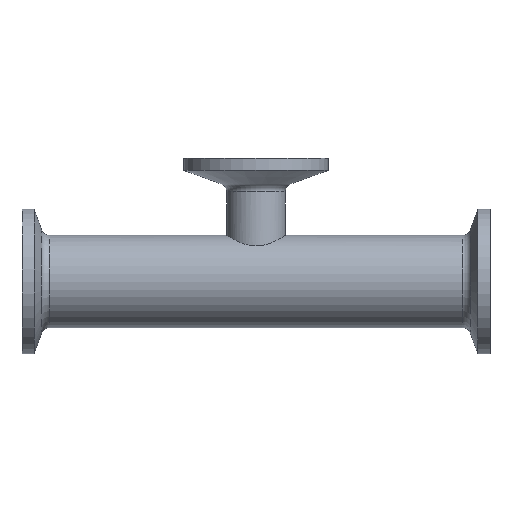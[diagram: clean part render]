
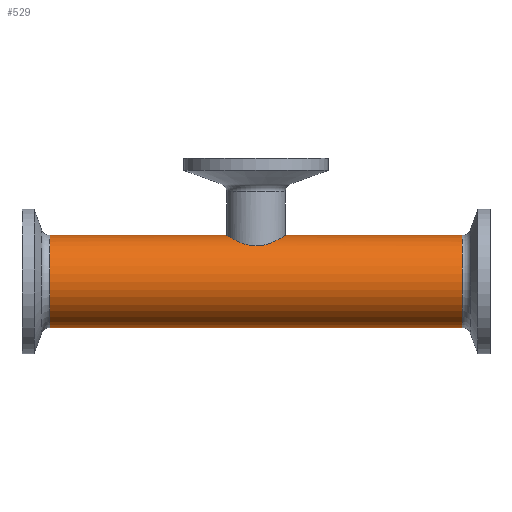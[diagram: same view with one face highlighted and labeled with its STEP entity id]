
A CAD part, front view. The second image highlights one B-rep face of the part: STEP entity #529.
In plain terms, the highlighted cylindrical face has radius 10.85 mm (diameter 21.7 mm), a full revolution.
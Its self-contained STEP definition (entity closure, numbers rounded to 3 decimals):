
#17=FACE_BOUND('',#131,.T.);
#29=B_SPLINE_CURVE_WITH_KNOTS('',3,(#884,#885,#886,#887,#888,#889,#890,
#891,#892,#893),.UNSPECIFIED.,.F.,.F.,(4,2,2,2,4),(0.,0.271,
0.541,0.81,1.078),.UNSPECIFIED.);
#30=B_SPLINE_CURVE_WITH_KNOTS('',3,(#894,#895,#896,#897,#898,#899,#900,
#901,#902,#903,#904,#905,#906,#907,#908,#909,#910,#911,#912,#913,#914,#915,
#916,#917,#918,#919),.UNSPECIFIED.,.F.,.F.,(4,2,2,2,2,2,2,2,2,2,2,2,4),
(1.078,1.346,1.614,1.885,2.156,
2.426,2.697,2.965,3.233,3.502,
3.77,4.041,4.311),.UNSPECIFIED.);
#35=CYLINDRICAL_SURFACE('',#608,10.85);
#46=LINE('',#974,#62);
#62=VECTOR('',#751,10.85);
#94=FACE_OUTER_BOUND('',#130,.T.);
#130=EDGE_LOOP('',(#406,#407,#408,#409,#410,#411));
#131=EDGE_LOOP('',(#412,#413));
#176=CIRCLE('',#601,10.85);
#180=CIRCLE('',#605,10.85);
#182=CIRCLE('',#609,10.85);
#183=CIRCLE('',#610,10.85);
#220=VERTEX_POINT('',#881);
#221=VERTEX_POINT('',#883);
#233=VERTEX_POINT('',#957);
#234=VERTEX_POINT('',#958);
#238=VERTEX_POINT('',#971);
#239=VERTEX_POINT('',#972);
#274=EDGE_CURVE('',#221,#220,#29,.T.);
#275=EDGE_CURVE('',#220,#221,#30,.T.);
#293=EDGE_CURVE('',#233,#234,#176,.T.);
#297=EDGE_CURVE('',#234,#233,#180,.T.);
#300=EDGE_CURVE('',#238,#239,#182,.T.);
#301=EDGE_CURVE('',#238,#233,#46,.T.);
#302=EDGE_CURVE('',#239,#238,#183,.T.);
#406=ORIENTED_EDGE('',*,*,#300,.F.);
#407=ORIENTED_EDGE('',*,*,#301,.T.);
#408=ORIENTED_EDGE('',*,*,#297,.F.);
#409=ORIENTED_EDGE('',*,*,#293,.F.);
#410=ORIENTED_EDGE('',*,*,#301,.F.);
#411=ORIENTED_EDGE('',*,*,#302,.F.);
#412=ORIENTED_EDGE('',*,*,#274,.T.);
#413=ORIENTED_EDGE('',*,*,#275,.T.);
#529=ADVANCED_FACE('',(#94,#17),#35,.T.);
#601=AXIS2_PLACEMENT_3D('',#959,#732,#733);
#605=AXIS2_PLACEMENT_3D('',#965,#740,#741);
#608=AXIS2_PLACEMENT_3D('',#970,#747,#748);
#609=AXIS2_PLACEMENT_3D('',#973,#749,#750);
#610=AXIS2_PLACEMENT_3D('',#975,#752,#753);
#732=DIRECTION('center_axis',(-1.,0.,0.));
#733=DIRECTION('ref_axis',(0.,1.,0.));
#740=DIRECTION('center_axis',(-1.,0.,0.));
#741=DIRECTION('ref_axis',(0.,1.,0.));
#747=DIRECTION('center_axis',(1.,0.,0.));
#748=DIRECTION('ref_axis',(0.,1.,0.));
#749=DIRECTION('center_axis',(1.,0.,0.));
#750=DIRECTION('ref_axis',(0.,-1.,0.));
#751=DIRECTION('',(-1.,0.,0.));
#752=DIRECTION('center_axis',(1.,0.,0.));
#753=DIRECTION('ref_axis',(0.,-1.,0.));
#881=CARTESIAN_POINT('',(-6.9,0.,10.85));
#883=CARTESIAN_POINT('',(0.,-6.9,8.373));
#884=CARTESIAN_POINT('Ctrl Pts',(0.,-6.9,8.373));
#885=CARTESIAN_POINT('Ctrl Pts',(-0.902,-6.9,8.373));
#886=CARTESIAN_POINT('Ctrl Pts',(-1.835,-6.714,8.534));
#887=CARTESIAN_POINT('Ctrl Pts',(-3.521,-6.004,9.048));
#888=CARTESIAN_POINT('Ctrl Pts',(-4.278,-5.48,9.389));
#889=CARTESIAN_POINT('Ctrl Pts',(-5.475,-4.283,9.991));
#890=CARTESIAN_POINT('Ctrl Pts',(-6.003,-3.525,10.299));
#891=CARTESIAN_POINT('Ctrl Pts',(-6.716,-1.831,10.73));
#892=CARTESIAN_POINT('Ctrl Pts',(-6.9,-0.894,10.85));
#893=CARTESIAN_POINT('Ctrl Pts',(-6.9,0.,10.85));
#894=CARTESIAN_POINT('Ctrl Pts',(-6.9,0.,10.85));
#895=CARTESIAN_POINT('Ctrl Pts',(-6.9,0.894,10.85));
#896=CARTESIAN_POINT('Ctrl Pts',(-6.716,1.831,10.73));
#897=CARTESIAN_POINT('Ctrl Pts',(-6.003,3.525,10.299));
#898=CARTESIAN_POINT('Ctrl Pts',(-5.475,4.283,9.991));
#899=CARTESIAN_POINT('Ctrl Pts',(-4.278,5.48,9.389));
#900=CARTESIAN_POINT('Ctrl Pts',(-3.521,6.004,9.048));
#901=CARTESIAN_POINT('Ctrl Pts',(-1.835,6.714,8.534));
#902=CARTESIAN_POINT('Ctrl Pts',(-0.902,6.9,8.373));
#903=CARTESIAN_POINT('Ctrl Pts',(0.902,6.9,8.373));
#904=CARTESIAN_POINT('Ctrl Pts',(1.835,6.714,8.534));
#905=CARTESIAN_POINT('Ctrl Pts',(3.521,6.004,9.048));
#906=CARTESIAN_POINT('Ctrl Pts',(4.278,5.48,9.389));
#907=CARTESIAN_POINT('Ctrl Pts',(5.475,4.283,9.991));
#908=CARTESIAN_POINT('Ctrl Pts',(6.003,3.525,10.299));
#909=CARTESIAN_POINT('Ctrl Pts',(6.716,1.831,10.73));
#910=CARTESIAN_POINT('Ctrl Pts',(6.9,0.894,10.85));
#911=CARTESIAN_POINT('Ctrl Pts',(6.9,-0.894,10.85));
#912=CARTESIAN_POINT('Ctrl Pts',(6.716,-1.831,10.73));
#913=CARTESIAN_POINT('Ctrl Pts',(6.003,-3.525,10.299));
#914=CARTESIAN_POINT('Ctrl Pts',(5.475,-4.283,9.991));
#915=CARTESIAN_POINT('Ctrl Pts',(4.278,-5.48,9.389));
#916=CARTESIAN_POINT('Ctrl Pts',(3.521,-6.004,9.048));
#917=CARTESIAN_POINT('Ctrl Pts',(1.835,-6.714,8.534));
#918=CARTESIAN_POINT('Ctrl Pts',(0.902,-6.9,8.373));
#919=CARTESIAN_POINT('Ctrl Pts',(0.,-6.9,8.373));
#957=CARTESIAN_POINT('',(-48.511,-10.85,0.));
#958=CARTESIAN_POINT('',(-48.511,0.,-10.85));
#959=CARTESIAN_POINT('Origin',(-48.511,0.,0.));
#965=CARTESIAN_POINT('Origin',(-48.511,0.,0.));
#970=CARTESIAN_POINT('Origin',(0.,0.,0.));
#971=CARTESIAN_POINT('',(48.511,-10.85,0.));
#972=CARTESIAN_POINT('',(48.511,0.,10.85));
#973=CARTESIAN_POINT('Origin',(48.511,0.,0.));
#974=CARTESIAN_POINT('',(0.,-10.85,0.));
#975=CARTESIAN_POINT('Origin',(48.511,0.,0.));
